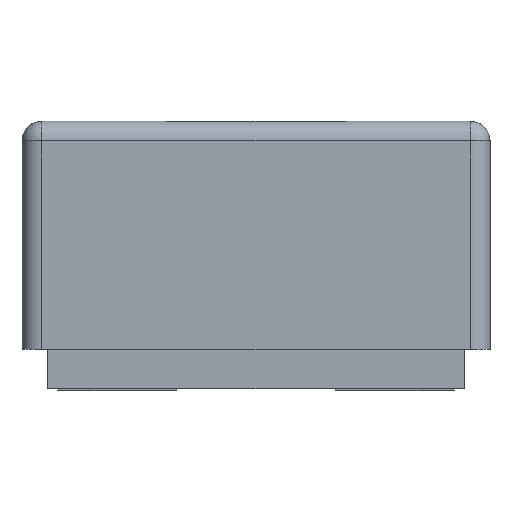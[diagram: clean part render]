
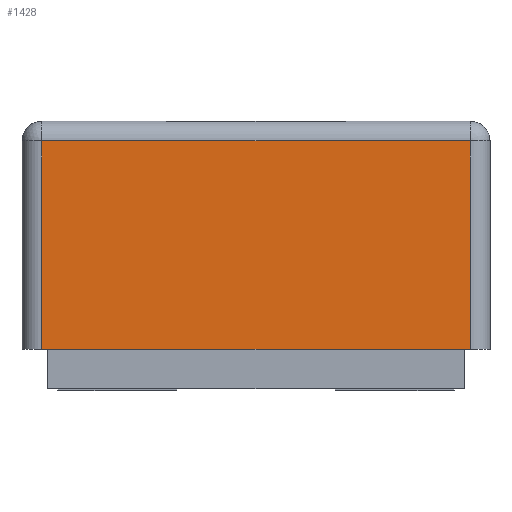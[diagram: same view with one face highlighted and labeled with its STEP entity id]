
A CAD part, front view. The second image highlights one B-rep face of the part: STEP entity #1428.
In plain terms, the highlighted planar face has unit normal (0, -1, 0).
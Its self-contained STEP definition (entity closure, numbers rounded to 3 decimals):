
#35=PLANE('',#1565);
#109=LINE('',#2157,#265);
#114=LINE('',#2179,#270);
#115=LINE('',#2183,#271);
#116=LINE('',#2184,#272);
#265=VECTOR('',#1719,10.);
#270=VECTOR('',#1750,10.);
#271=VECTOR('',#1755,10.);
#272=VECTOR('',#1756,10.);
#448=FACE_OUTER_BOUND('',#543,.T.);
#543=EDGE_LOOP('',(#1058,#1059,#1060,#1061));
#683=VERTEX_POINT('',#2154);
#684=VERTEX_POINT('',#2156);
#688=VERTEX_POINT('',#2178);
#689=VERTEX_POINT('',#2182);
#817=EDGE_CURVE('',#683,#684,#109,.T.);
#828=EDGE_CURVE('',#684,#688,#114,.T.);
#830=EDGE_CURVE('',#689,#683,#115,.T.);
#831=EDGE_CURVE('',#688,#689,#116,.T.);
#1058=ORIENTED_EDGE('',*,*,#817,.F.);
#1059=ORIENTED_EDGE('',*,*,#830,.F.);
#1060=ORIENTED_EDGE('',*,*,#831,.F.);
#1061=ORIENTED_EDGE('',*,*,#828,.F.);
#1428=ADVANCED_FACE('',(#448),#35,.T.);
#1565=AXIS2_PLACEMENT_3D('',#2181,#1753,#1754);
#1719=DIRECTION('',(1.,0.,0.));
#1750=DIRECTION('',(0.,0.,-1.));
#1753=DIRECTION('center_axis',(0.,-1.,0.));
#1754=DIRECTION('ref_axis',(1.,0.,0.));
#1755=DIRECTION('',(0.,0.,1.));
#1756=DIRECTION('',(-1.,0.,0.));
#2154=CARTESIAN_POINT('',(-0.03,-0.105,1.25));
#2156=CARTESIAN_POINT('',(2.13,-0.105,1.25));
#2157=CARTESIAN_POINT('',(0.46,-0.105,1.25));
#2178=CARTESIAN_POINT('',(2.13,-0.105,0.2));
#2179=CARTESIAN_POINT('',(2.13,-0.105,0.2));
#2181=CARTESIAN_POINT('Origin',(-0.13,-0.105,0.2));
#2182=CARTESIAN_POINT('',(-0.03,-0.105,0.2));
#2183=CARTESIAN_POINT('',(-0.03,-0.105,0.2));
#2184=CARTESIAN_POINT('',(2.23,-0.105,0.2));
